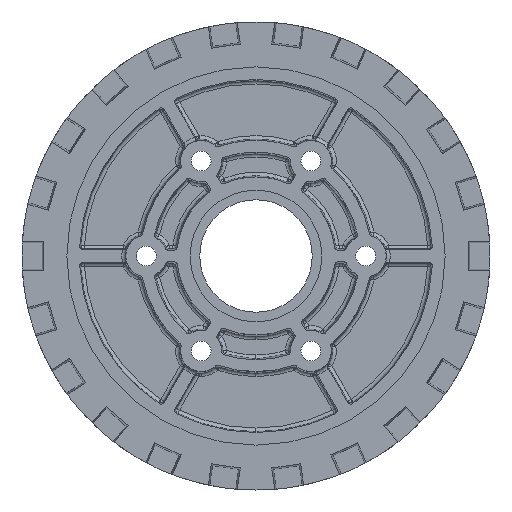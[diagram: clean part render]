
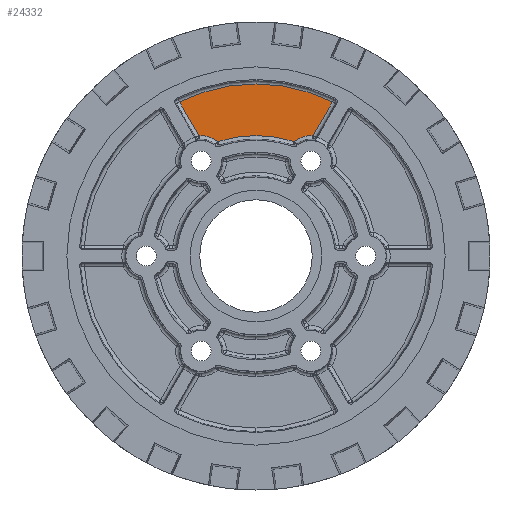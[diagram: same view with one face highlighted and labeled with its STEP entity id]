
A CAD part, left-side view. The second image highlights one B-rep face of the part: STEP entity #24332.
In plain terms, the highlighted planar face has unit normal (-1, 0, 0).
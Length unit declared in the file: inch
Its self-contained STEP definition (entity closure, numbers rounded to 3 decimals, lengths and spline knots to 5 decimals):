
#100 = EDGE_CURVE ( 'NONE', #28106, #28109, #1788, .T. ) ;
#101 = EDGE_CURVE ( 'NONE', #28112, #28250, #1787, .T. ) ;
#102 = EDGE_CURVE ( 'NONE', #28250, #28249, #1790, .T. ) ;
#103 = EDGE_CURVE ( 'NONE', #28103, #28106, #1791, .T. ) ;
#104 = EDGE_CURVE ( 'NONE', #28249, #28103, #1785, .T. ) ;
#105 = EDGE_CURVE ( 'NONE', #28109, #28112, #1794, .T. ) ;
#785 = CARTESIAN_POINT ( 'NONE',  ( -0.0625, 0., 0. ) ) ;
#790 = CARTESIAN_POINT ( 'NONE',  ( -0.0625, -0.67014, 1.34495 ) ) ;
#793 = CARTESIAN_POINT ( 'NONE',  ( -0.0625, 0.46875, 0.8119 ) ) ;
#794 = DIRECTION ( 'NONE',  ( 1., 0., 0. ) ) ;
#1012 = AXIS2_PLACEMENT_3D ( 'NONE', #793, #2968, #2970 ) ;
#1014 = AXIS2_PLACEMENT_3D ( 'NONE', #785, #794, #2959 ) ;
#1017 = AXIS2_PLACEMENT_3D ( 'NONE', #2960, #2964, #2966 ) ;
#1019 = AXIS2_PLACEMENT_3D ( 'NONE', #2963, #2975, #2977 ) ;
#1776 = VECTOR ( 'NONE', #2962, 39.37008 ) ;
#1785 = LINE ( 'NONE', #2971, #1789 ) ;
#1787 = LINE ( 'NONE', #790, #1776 ) ;
#1788 = CIRCLE ( 'NONE', #1014, 1.02962 ) ;
#1789 = VECTOR ( 'NONE', #2973, 39.37008 ) ;
#1790 = CIRCLE ( 'NONE', #1017, 1.47038 ) ;
#1791 = CIRCLE ( 'NONE', #1012, 0.21712 ) ;
#1794 = CIRCLE ( 'NONE', #1019, 0.21712 ) ;
#2959 = DIRECTION ( 'NONE',  ( 0., 0., -1. ) ) ;
#2960 = CARTESIAN_POINT ( 'NONE',  ( -0.0625, 0., 0. ) ) ;
#2962 = DIRECTION ( 'NONE',  ( 0., -0.5, 0.866 ) ) ;
#2963 = CARTESIAN_POINT ( 'NONE',  ( -0.0625, -0.46875, 0.8119 ) ) ;
#2964 = DIRECTION ( 'NONE',  ( -1., 0., 0. ) ) ;
#2966 = DIRECTION ( 'NONE',  ( 0., 0., -1. ) ) ;
#2968 = DIRECTION ( 'NONE',  ( 1., 0., 0. ) ) ;
#2970 = DIRECTION ( 'NONE',  ( 0., 0., -1. ) ) ;
#2971 = CARTESIAN_POINT ( 'NONE',  ( -0.0625, -0.07978, 0.04606 ) ) ;
#2973 = DIRECTION ( 'NONE',  ( 0., -0.5, -0.866 ) ) ;
#2975 = DIRECTION ( 'NONE',  ( 1., 0., 0. ) ) ;
#2977 = DIRECTION ( 'NONE',  ( 0., 0., -1. ) ) ;
#10674 = FACE_OUTER_BOUND ( 'NONE', #28982, .T. ) ;
#12317 = AXIS2_PLACEMENT_3D ( 'NONE', #12985, #12995, #12996 ) ;
#12985 = CARTESIAN_POINT ( 'NONE',  ( -0.0625, 0., 0. ) ) ;
#12990 = PLANE ( 'NONE',  #12317 ) ;
#12995 = DIRECTION ( 'NONE',  ( 1., 0., 0. ) ) ;
#12996 = DIRECTION ( 'NONE',  ( 0., 0., -1. ) ) ;
#22854 = CARTESIAN_POINT ( 'NONE',  ( -0.0625, 0.48728, 1.02823 ) ) ;
#22857 = CARTESIAN_POINT ( 'NONE',  ( -0.0625, 0.32696, 0.97633 ) ) ;
#22860 = CARTESIAN_POINT ( 'NONE',  ( -0.0625, -0.32696, 0.97633 ) ) ;
#22863 = CARTESIAN_POINT ( 'NONE',  ( -0.0625, -0.48728, 1.02823 ) ) ;
#23000 = CARTESIAN_POINT ( 'NONE',  ( -0.0625, 0.65397, 1.31695 ) ) ;
#23001 = CARTESIAN_POINT ( 'NONE',  ( -0.0625, -0.65397, 1.31695 ) ) ;
#24332 = ADVANCED_FACE ( 'NONE', ( #10674 ), #12990, .F. ) ;
#28103 = VERTEX_POINT ( 'NONE', #22854 ) ;
#28106 = VERTEX_POINT ( 'NONE', #22857 ) ;
#28109 = VERTEX_POINT ( 'NONE', #22860 ) ;
#28112 = VERTEX_POINT ( 'NONE', #22863 ) ;
#28249 = VERTEX_POINT ( 'NONE', #23000 ) ;
#28250 = VERTEX_POINT ( 'NONE', #23001 ) ;
#28718 = ORIENTED_EDGE ( 'NONE', *, *, #104, .T. ) ;
#28719 = ORIENTED_EDGE ( 'NONE', *, *, #103, .T. ) ;
#28720 = ORIENTED_EDGE ( 'NONE', *, *, #100, .T. ) ;
#28721 = ORIENTED_EDGE ( 'NONE', *, *, #105, .T. ) ;
#28722 = ORIENTED_EDGE ( 'NONE', *, *, #101, .T. ) ;
#28723 = ORIENTED_EDGE ( 'NONE', *, *, #102, .T. ) ;
#28982 = EDGE_LOOP ( 'NONE', ( #28718, #28719, #28720, #28721, #28722, #28723 ) ) ;
